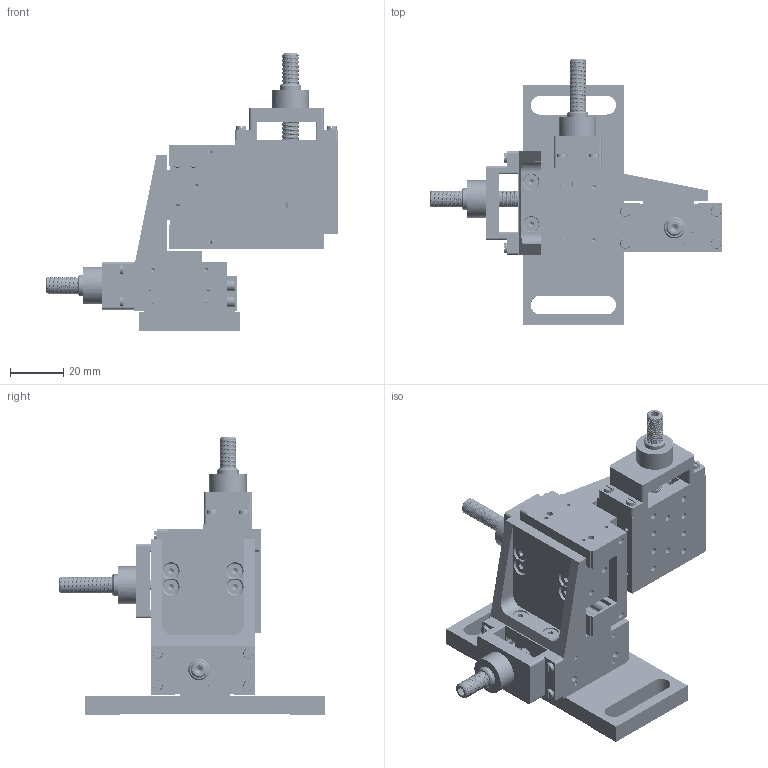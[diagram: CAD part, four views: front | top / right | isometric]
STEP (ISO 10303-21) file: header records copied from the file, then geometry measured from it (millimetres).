
FILE_DESCRIPTION(/* description */ (''),/* implementation_level */ '2;1');
FILE_NAME(/* name */ '02_3TSS-A',/* time_stamp */ '2025-06-25T08:26:33+03:00',/* author */ (''),/* organization */ (''),/* preprocessor_version */ 'ST-DEVELOPER v16.5',/* originating_system */ 'Rhino 7.34',/* authorisation */ '');
FILE_SCHEMA (('AUTOMOTIVE_DESIGN'));
Products named in the file (1): Document
Bounding box: 109.95 x 99.79 x 104.21 mm (x, y, z)
Volume: 116406.2 mm3; surface area: 69047.1 mm2
Topology: 4 solids, 4 shells, 1928 faces, 5342 edges, 3048 vertices
Faces by surface type: cylinder 929, plane 586, bspline 413
Entity records: 137595 total; most frequent: CARTESIAN_POINT 104523, ORIENTED_EDGE 10460, EDGE_CURVE 5230, B_SPLINE_CURVE_WITH_KNOTS 3431, VERTEX_POINT 3046, EDGE_LOOP 2196, ADVANCED_FACE 1924, FACE_OUTER_BOUND 1924
